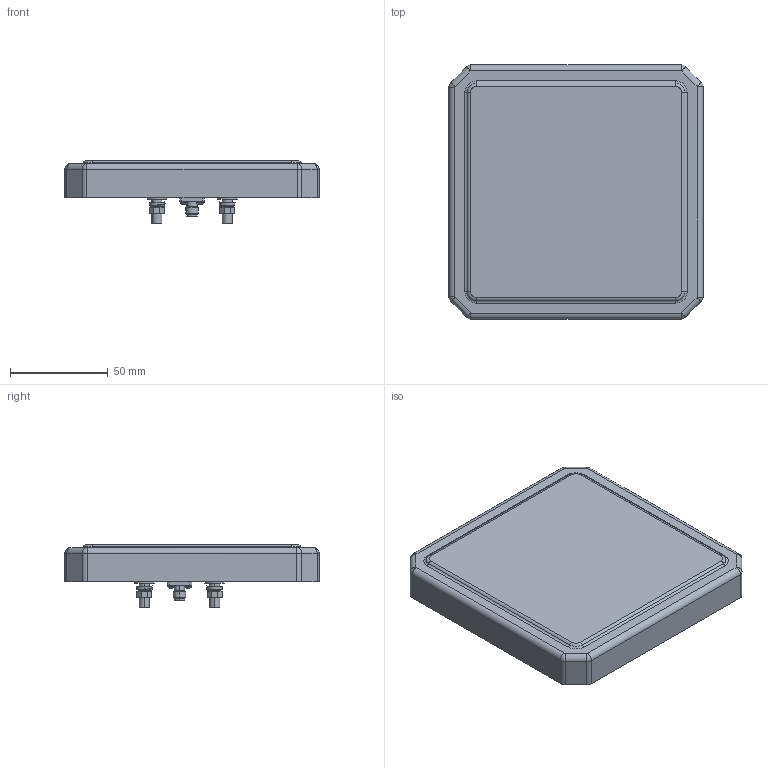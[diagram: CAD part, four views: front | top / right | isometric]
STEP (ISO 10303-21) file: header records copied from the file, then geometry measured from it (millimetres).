
FILE_DESCRIPTION (( 'STEP AP214' ), '1' );
FILE_NAME ('FMANFP1031_3D.STEP', '2022-11-15T06:49:34', ( '' ), ( '' ), 'SwSTEP 2.0', 'SolidWorks 2022', '' );
FILE_SCHEMA (( 'AUTOMOTIVE_DESIGN' ));
Length unit declared in the file: millimetre
Products named in the file (1): FMANFP1031_3D
Bounding box: 130 x 130 x 32 mm (x, y, z)
Volume: 79974.9 mm3; surface area: 88848.2 mm2
Topology: 36 solids, 36 shells, 430 faces, 968 edges, 624 vertices
Faces by surface type: cylinder 196, plane 150, bspline 40, torus 24, cone 20
Entity records: 16385 total; most frequent: CARTESIAN_POINT 6335, DIRECTION 2025, ORIENTED_EDGE 1936, EDGE_CURVE 968, AXIS2_PLACEMENT_3D 823, VERTEX_POINT 624, EDGE_LOOP 510, CIRCLE 432
